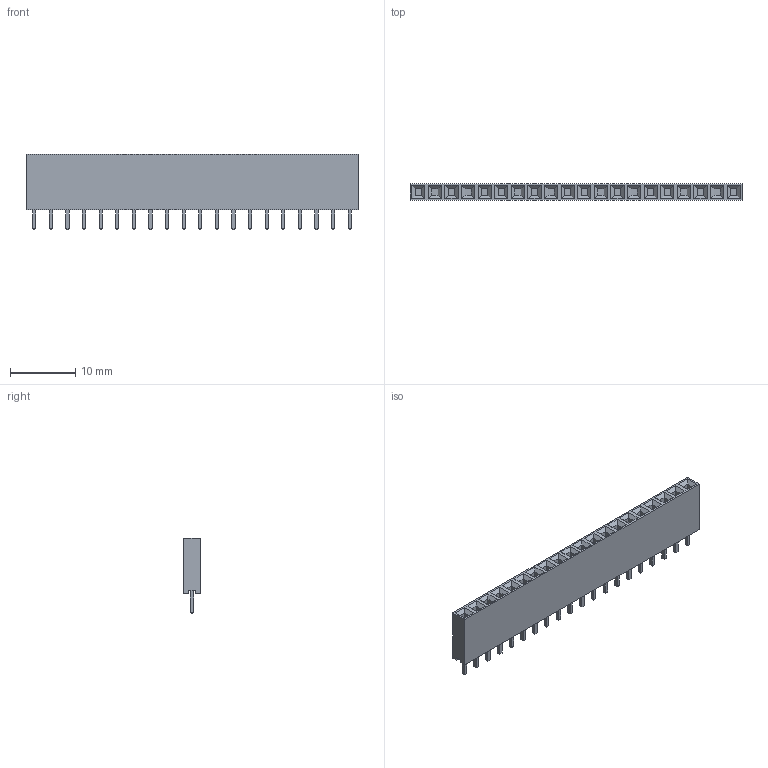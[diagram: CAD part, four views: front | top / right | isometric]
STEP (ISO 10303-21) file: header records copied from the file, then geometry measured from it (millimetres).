
FILE_DESCRIPTION (( 'STEP AP214' ), '1' );
FILE_NAME ('User Library-Hedar zhuo 20PIN--2.54mm.STEP', '2015-04-14T19:32:32', ( 'Windows User' ), ( '' ), 'SwSTEP 2.0', 'SolidWorks 2015', '' );
FILE_SCHEMA (( 'AUTOMOTIVE_DESIGN' ));
Length unit declared in the file: millimetre
Products named in the file (1): User Library-Hedar zhuo 20PIN--2.54mm
Bounding box: 50.8 x 2.54 x 11.5 mm (x, y, z)
Volume: 955.2 mm3; surface area: 1815.2 mm2
Topology: 1 solids, 1 shells, 370 faces, 824 edges, 496 vertices
Faces by surface type: plane 370
Entity records: 12922 total; most frequent: CARTESIAN_POINT 1691, ORIENTED_EDGE 1648, DIRECTION 1566, VECTOR 824, LINE 824, EDGE_CURVE 824, VERTEX_POINT 496, EDGE_LOOP 410
